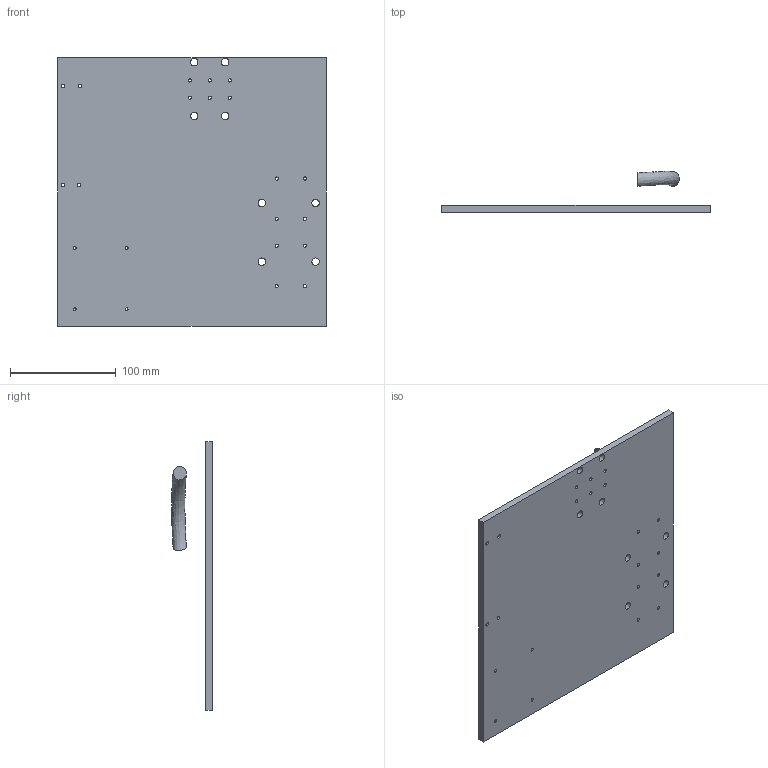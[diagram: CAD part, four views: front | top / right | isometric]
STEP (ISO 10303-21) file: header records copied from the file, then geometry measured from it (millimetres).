
FILE_DESCRIPTION(/* description */ (''),/* implementation_level */ '2;1');
FILE_NAME(/* name */ 'DPLX_A002_Lab_Version.stp',/* time_stamp */ '2018-07-31T12:21:51-07:00',/* author */ ('MJ'),/* organization */ (''),/* preprocessor_version */ 'ST-DEVELOPER v16.13',/* originating_system */ 'Autodesk Inventor 2018',/* authorisation */ '');
FILE_SCHEMA (('AUTOMOTIVE_DESIGN { 1 0 10303 214 3 1 1 }'));
Length unit declared in the file: inch
Products named in the file (3): DPLX_A002_Lab_Version; DPLX_P013_Lab_Baseplate; Wire3
Assembly tree (2 placements, depth 2):
  DPLX_A002_Lab_Version
    DPLX_P013_Lab_Baseplate
    Wire3
Bounding box: 254 x 38.61 x 254 mm (x, y, z)
Volume: 415446.3 mm3; surface area: 140282.8 mm2
Topology: 2 solids, 2 shells, 39 faces, 105 edges, 70 vertices
Faces by surface type: cylinder 30, plane 8, bspline 1
Full cylindrical faces by diameter (mm): 2.743 x4, 2.997 x14, 3.404 x4, 7.01 x8
Entity records: 1455 total; most frequent: CARTESIAN_POINT 313, DIRECTION 222, ORIENTED_EDGE 150, EDGE_LOOP 129, AXIS2_PLACEMENT_3D 105, FACE_BOUND 90, EDGE_CURVE 75, VERTEX_POINT 70
